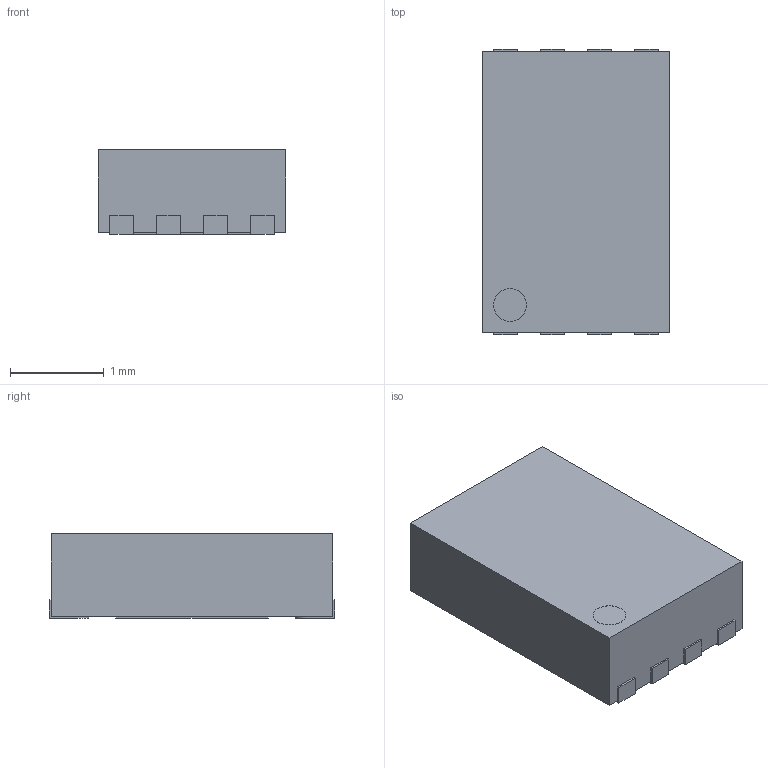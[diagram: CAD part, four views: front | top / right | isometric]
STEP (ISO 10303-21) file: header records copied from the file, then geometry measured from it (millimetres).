
FILE_DESCRIPTION(('FreeCAD Model'),'2;1');
FILE_NAME('User Library-DFN-8-2.step', '2017-03-03T21:12:31',('Author'),(''), 'Open CASCADE STEP processor 6.8','FreeCAD','Unknown');
FILE_SCHEMA(('AUTOMOTIVE_DESIGN_CC2 { 1 2 10303 214 -1 1 5 4 }'));
Length unit declared in the file: inch
Products named in the file (2): ASSEMBLY; User_Library-DFN-8-2
Assembly tree (1 placements, depth 2):
  ASSEMBLY
    User_Library-DFN-8-2
Bounding box: 2 x 3.04 x 0.9 mm (x, y, z)
Volume: 5.3 mm3; surface area: 21.3 mm2
Topology: 1 solids, 1 shells, 62 faces, 174 edges, 116 vertices
Faces by surface type: plane 52, cylinder 10
Entity records: 5620 total; most frequent: CARTESIAN_POINT 1722, DIRECTION 620, LINE 442, VECTOR 442, ORIENTED_EDGE 348, PCURVE 348, DEFINITIONAL_REPRESENTATION 348, EDGE_CURVE 174
